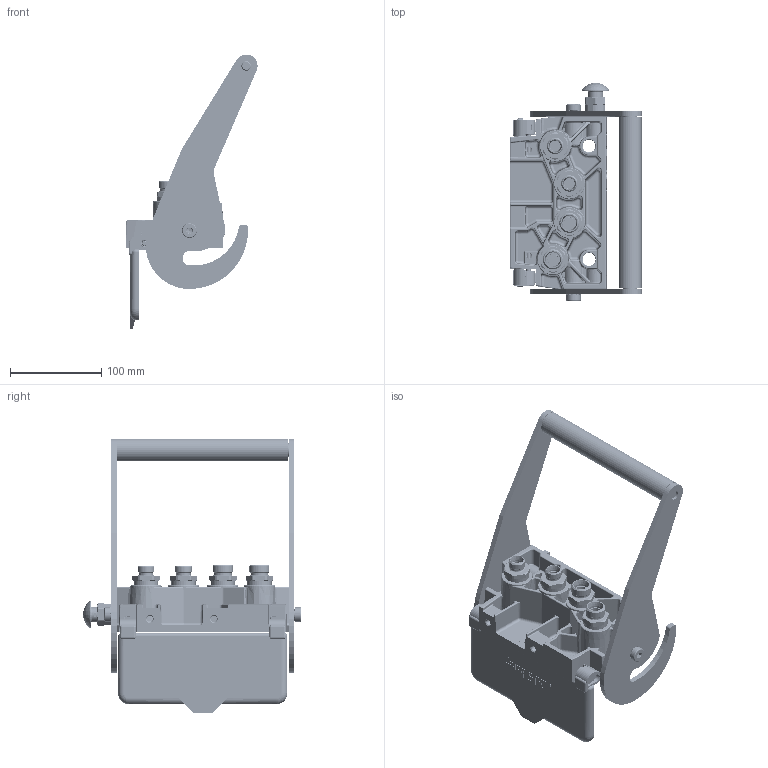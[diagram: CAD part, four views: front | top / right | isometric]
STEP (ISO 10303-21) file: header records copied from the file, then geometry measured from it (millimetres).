
FILE_DESCRIPTION (( 'STEP AP214' ), '1' );
FILE_NAME ('FASTER.step', '2024-08-25T01:11:47', ( '' ), ( '' ), 'SwSTEP 2.0', 'SolidWorks 2017', '' );
FILE_SCHEMA (( 'AUTOMOTIVE_DESIGN' ));
Length unit declared in the file: millimetre
Products named in the file (34): 4830_024_0002_010; 4132_014_0000_000; CURS_MOLLA_38; 4830_025_2000_000; A_2ffnb38-2_22_f; 2ffnb38-2_22_f; et007; 4830_027_0000_001; 2ffnb38-2_18_f; A_2ffnb38-2_18_f; 4832_020_0003_001; FASTER; 4830_024_0002_000; 4830_001_0005_300; 4830_001_0001_004; 0048_317_1000_000; 4830_001_0004_000; PS06_F_BASE; 4830_013_3000_020; 4132_072_0000_300; or1_5x7_m; 4830_001_0005_301; 4830_070_0000_001; 4830_024_0002_000_ASM; 4830_025_1000_000; 4830_024_0002_020; 0048_042_0412_000; 4830_025_0000_001; sicura_p5; 4830_022_0000_011; ET011-ET007; et011
Assembly tree (39 placements, depth 4):
  FASTER
    PS06_F_BASE
      4832_020_0003_001
      4830_013_3000_020  x2
      4830_001_0001_004
      0048_317_1000_000  x2
      4830_001_0004_000  x2
      4830_001_0005_300
      4830_001_0005_301
    A_2ffnb38-2_18_f  x2
      CURS_MOLLA_38
        4132_072_0000_300
        4132_014_0000_000
      2ffnb38-2_18_f
        2ffnb38-2_18_f
    A_2ffnb38-2_22_f  x2
      CURS_MOLLA_38
        4132_072_0000_300
        4132_014_0000_000
      2ffnb38-2_22_f
        2ffnb38-2_22_f
    4830_024_0002_000
      4830_024_0002_000_ASM
        4830_024_0002_010
        4830_027_0000_001
        4830_024_0002_020
      sicura_p5
        4830_025_0000_001
        or1_5x7_m
        0048_042_0412_000
      4830_025_2000_000
      4830_025_1000_000
      4830_022_0000_011
      4830_070_0000_001
    ET011-ET007
      et011
      et007
Bounding box: 143.5 x 238.48 x 300.7 mm (x, y, z)
Volume: 266350.3 mm3; surface area: 327271.7 mm2
Topology: 26 solids, 77 shells, 5741 faces, 14912 edges, 9507 vertices
Faces by surface type: plane 3700, cylinder 927, bspline 414, cone 372, torus 233, sphere 95
Entity records: 214336 total; most frequent: CARTESIAN_POINT 82717, ORIENTED_EDGE 27660, DIRECTION 24183, EDGE_CURVE 13894, LINE 10659, VECTOR 10659, VERTEX_POINT 8916, AXIS2_PLACEMENT_3D 6762
